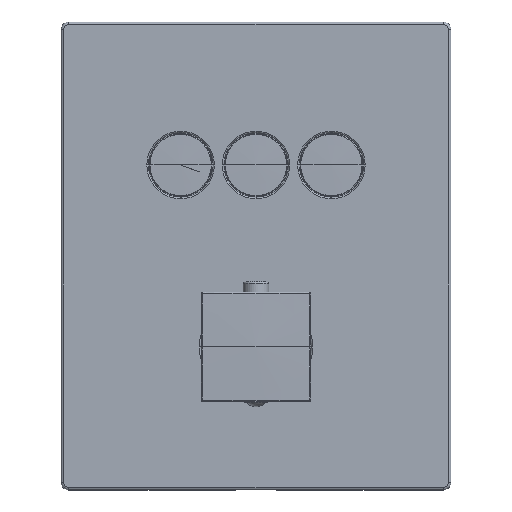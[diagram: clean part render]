
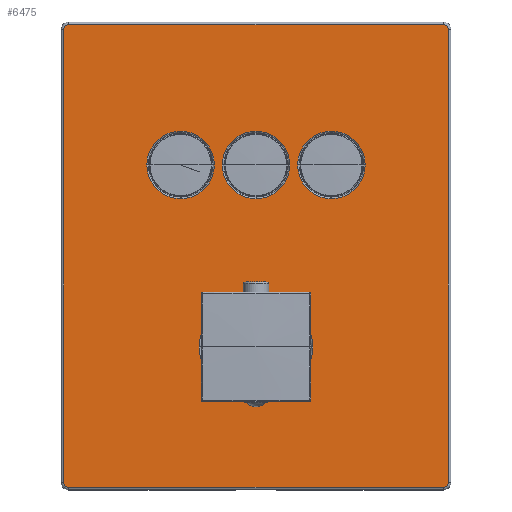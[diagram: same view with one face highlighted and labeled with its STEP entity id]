
A CAD part, top view. The second image highlights one B-rep face of the part: STEP entity #6475.
In plain terms, the highlighted planar face has unit normal (0, 0, 1).
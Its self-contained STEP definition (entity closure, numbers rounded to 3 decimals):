
#676=CARTESIAN_POINT('',(72.,-87.,9.));
#677=DIRECTION('',(0.,0.,1.));
#678=DIRECTION('',(0.,-1.,0.));
#679=AXIS2_PLACEMENT_3D('',#676,#677,#678);
#681=DIRECTION('',(1.,0.,0.));
#682=VECTOR('',#681,144.);
#683=CARTESIAN_POINT('',(-72.,-89.,9.));
#684=LINE('',#683,#682);
#685=CARTESIAN_POINT('',(-72.,-87.,9.));
#686=DIRECTION('',(0.,0.,1.));
#687=DIRECTION('',(-1.,0.,0.));
#688=AXIS2_PLACEMENT_3D('',#685,#686,#687);
#690=DIRECTION('',(0.,-1.,0.));
#691=VECTOR('',#690,174.);
#692=CARTESIAN_POINT('',(-74.,87.,9.));
#693=LINE('',#692,#691);
#694=CARTESIAN_POINT('',(-72.,87.,9.));
#695=DIRECTION('',(0.,0.,1.));
#696=DIRECTION('',(0.,1.,0.));
#697=AXIS2_PLACEMENT_3D('',#694,#695,#696);
#699=DIRECTION('',(-1.,0.,0.));
#700=VECTOR('',#699,144.);
#701=CARTESIAN_POINT('',(72.,89.,9.));
#702=LINE('',#701,#700);
#703=CARTESIAN_POINT('',(72.,87.,9.));
#704=DIRECTION('',(0.,0.,1.));
#705=DIRECTION('',(1.,0.,0.));
#706=AXIS2_PLACEMENT_3D('',#703,#704,#705);
#708=DIRECTION('',(0.,1.,0.));
#709=VECTOR('',#708,174.);
#710=CARTESIAN_POINT('',(74.,-87.,9.));
#711=LINE('',#710,#709);
#712=CARTESIAN_POINT('',(-29.,35.,9.));
#713=DIRECTION('',(0.,0.,-1.));
#714=DIRECTION('',(-1.,0.,0.));
#715=AXIS2_PLACEMENT_3D('',#712,#713,#714);
#717=CARTESIAN_POINT('',(-29.,35.,9.));
#718=DIRECTION('',(0.,0.,-1.));
#719=DIRECTION('',(1.,0.,0.));
#720=AXIS2_PLACEMENT_3D('',#717,#718,#719);
#722=CARTESIAN_POINT('',(0.,35.,9.));
#723=DIRECTION('',(0.,0.,-1.));
#724=DIRECTION('',(-1.,0.,0.));
#725=AXIS2_PLACEMENT_3D('',#722,#723,#724);
#727=CARTESIAN_POINT('',(0.,35.,9.));
#728=DIRECTION('',(0.,0.,-1.));
#729=DIRECTION('',(1.,0.,0.));
#730=AXIS2_PLACEMENT_3D('',#727,#728,#729);
#732=CARTESIAN_POINT('',(29.,35.,9.));
#733=DIRECTION('',(0.,0.,-1.));
#734=DIRECTION('',(-1.,0.,0.));
#735=AXIS2_PLACEMENT_3D('',#732,#733,#734);
#737=CARTESIAN_POINT('',(29.,35.,9.));
#738=DIRECTION('',(0.,0.,-1.));
#739=DIRECTION('',(1.,0.,0.));
#740=AXIS2_PLACEMENT_3D('',#737,#738,#739);
#742=CARTESIAN_POINT('',(0.,-35.,9.));
#743=DIRECTION('',(0.,0.,-1.));
#744=DIRECTION('',(1.,0.,0.));
#745=AXIS2_PLACEMENT_3D('',#742,#743,#744);
#747=CARTESIAN_POINT('',(0.,-35.,9.));
#748=DIRECTION('',(0.,0.,-1.));
#749=DIRECTION('',(-1.,0.,0.));
#750=AXIS2_PLACEMENT_3D('',#747,#748,#749);
#4363=CARTESIAN_POINT('',(-42.,35.,9.));
#4364=CARTESIAN_POINT('',(-16.,35.,9.));
#4365=VERTEX_POINT('',#4363);
#4366=VERTEX_POINT('',#4364);
#4371=CARTESIAN_POINT('',(-13.,35.,9.));
#4372=CARTESIAN_POINT('',(13.,35.,9.));
#4373=VERTEX_POINT('',#4371);
#4374=VERTEX_POINT('',#4372);
#4379=CARTESIAN_POINT('',(16.,35.,9.));
#4380=CARTESIAN_POINT('',(42.,35.,9.));
#4381=VERTEX_POINT('',#4379);
#4382=VERTEX_POINT('',#4380);
#4387=CARTESIAN_POINT('',(21.8,-35.,9.));
#4388=CARTESIAN_POINT('',(-21.8,-35.,9.));
#4389=VERTEX_POINT('',#4387);
#4390=VERTEX_POINT('',#4388);
#4573=CARTESIAN_POINT('',(72.,-89.,9.));
#4574=CARTESIAN_POINT('',(74.,-87.,9.));
#4575=VERTEX_POINT('',#4573);
#4576=VERTEX_POINT('',#4574);
#4581=CARTESIAN_POINT('',(74.,87.,9.));
#4582=VERTEX_POINT('',#4581);
#4585=CARTESIAN_POINT('',(72.,89.,9.));
#4586=VERTEX_POINT('',#4585);
#4589=CARTESIAN_POINT('',(-72.,89.,9.));
#4590=VERTEX_POINT('',#4589);
#4593=CARTESIAN_POINT('',(-74.,87.,9.));
#4594=VERTEX_POINT('',#4593);
#4597=CARTESIAN_POINT('',(-74.,-87.,9.));
#4598=VERTEX_POINT('',#4597);
#4601=CARTESIAN_POINT('',(-72.,-89.,9.));
#4602=VERTEX_POINT('',#4601);
#6429=CARTESIAN_POINT('',(0.,0.,9.));
#6430=DIRECTION('',(0.,0.,1.));
#6431=DIRECTION('',(1.,0.,0.));
#6432=AXIS2_PLACEMENT_3D('',#6429,#6430,#6431);
#6433=PLANE('',#6432);
#6435=ORIENTED_EDGE('',*,*,#6434,.F.);
#6437=ORIENTED_EDGE('',*,*,#6436,.F.);
#6438=ORIENTED_EDGE('',*,*,#6412,.F.);
#6440=ORIENTED_EDGE('',*,*,#6439,.F.);
#6442=ORIENTED_EDGE('',*,*,#6441,.F.);
#6444=ORIENTED_EDGE('',*,*,#6443,.F.);
#6446=ORIENTED_EDGE('',*,*,#6445,.F.);
#6448=ORIENTED_EDGE('',*,*,#6447,.F.);
#6449=EDGE_LOOP('',(#6435,#6437,#6438,#6440,#6442,#6444,#6446,#6448));
#6450=FACE_OUTER_BOUND('',#6449,.F.);
#6452=ORIENTED_EDGE('',*,*,#6451,.F.);
#6454=ORIENTED_EDGE('',*,*,#6453,.F.);
#6455=EDGE_LOOP('',(#6452,#6454));
#6456=FACE_BOUND('',#6455,.F.);
#6458=ORIENTED_EDGE('',*,*,#6457,.F.);
#6460=ORIENTED_EDGE('',*,*,#6459,.F.);
#6461=EDGE_LOOP('',(#6458,#6460));
#6462=FACE_BOUND('',#6461,.F.);
#6464=ORIENTED_EDGE('',*,*,#6463,.F.);
#6466=ORIENTED_EDGE('',*,*,#6465,.F.);
#6467=EDGE_LOOP('',(#6464,#6466));
#6468=FACE_BOUND('',#6467,.F.);
#6470=ORIENTED_EDGE('',*,*,#6469,.F.);
#6472=ORIENTED_EDGE('',*,*,#6471,.F.);
#6473=EDGE_LOOP('',(#6470,#6472));
#6474=FACE_BOUND('',#6473,.F.);
#6475=ADVANCED_FACE('',(#6450,#6456,#6462,#6468,#6474),#6433,.T.);
#680=CIRCLE('',#679,2.);
#689=CIRCLE('',#688,2.);
#698=CIRCLE('',#697,2.);
#707=CIRCLE('',#706,2.);
#716=CIRCLE('',#715,13.);
#721=CIRCLE('',#720,13.);
#726=CIRCLE('',#725,13.);
#731=CIRCLE('',#730,13.);
#736=CIRCLE('',#735,13.);
#741=CIRCLE('',#740,13.);
#746=CIRCLE('',#745,21.8);
#751=CIRCLE('',#750,21.8);
#6412=EDGE_CURVE('',#4598,#4602,#689,.T.);
#6434=EDGE_CURVE('',#4575,#4576,#680,.T.);
#6436=EDGE_CURVE('',#4602,#4575,#684,.T.);
#6439=EDGE_CURVE('',#4594,#4598,#693,.T.);
#6441=EDGE_CURVE('',#4590,#4594,#698,.T.);
#6443=EDGE_CURVE('',#4586,#4590,#702,.T.);
#6445=EDGE_CURVE('',#4582,#4586,#707,.T.);
#6447=EDGE_CURVE('',#4576,#4582,#711,.T.);
#6451=EDGE_CURVE('',#4365,#4366,#716,.T.);
#6453=EDGE_CURVE('',#4366,#4365,#721,.T.);
#6457=EDGE_CURVE('',#4373,#4374,#726,.T.);
#6459=EDGE_CURVE('',#4374,#4373,#731,.T.);
#6463=EDGE_CURVE('',#4381,#4382,#736,.T.);
#6465=EDGE_CURVE('',#4382,#4381,#741,.T.);
#6469=EDGE_CURVE('',#4389,#4390,#746,.T.);
#6471=EDGE_CURVE('',#4390,#4389,#751,.T.);
